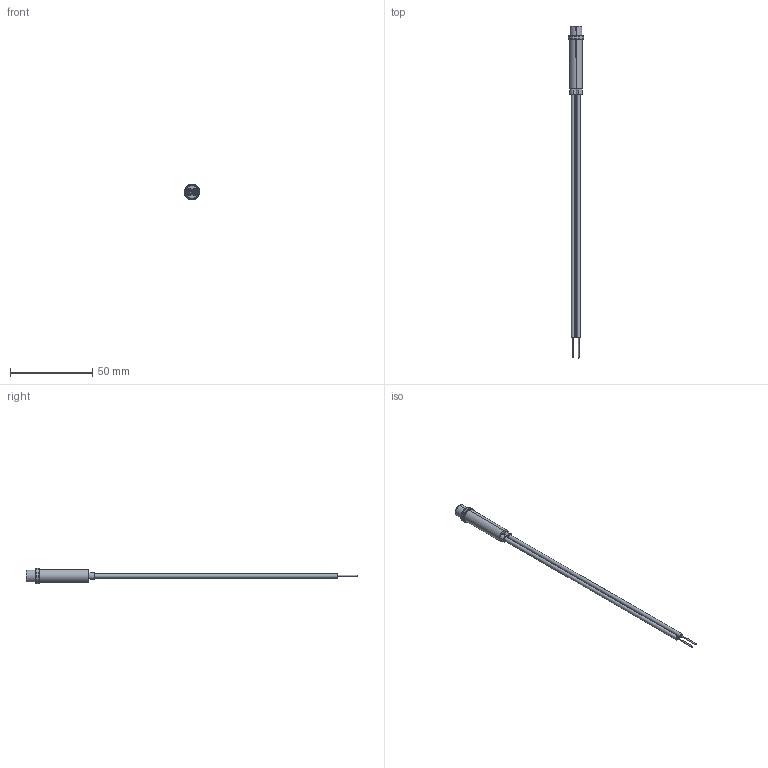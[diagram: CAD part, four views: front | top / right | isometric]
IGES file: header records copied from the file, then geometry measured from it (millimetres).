
Start section: SolidWorks IGES file using analytic representation for surfaces
Global section: file name: 2150A_2151A_2112A_2152A_2194A.IGS; native system: SolidWorks 2018; preprocessor: SolidWorks 2018; author: chwang; date: 190513.095235; units: inch
Bounding box: 9.43 x 202.26 x 9.43 mm (x, y, z)
Surface area: 5068.6 mm2 (no closed solid volume)
Topology: 0 solids, 0 shells, 116 faces, 1654 edges, 1654 vertices
Faces by surface type: bspline 58, revolution 58
